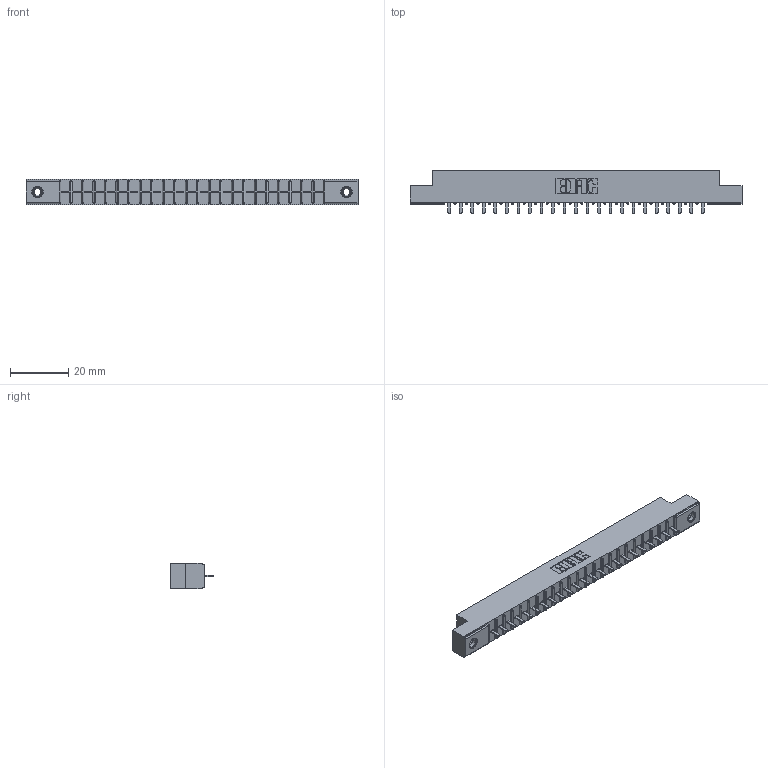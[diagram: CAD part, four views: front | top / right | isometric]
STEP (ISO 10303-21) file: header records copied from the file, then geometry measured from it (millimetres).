
FILE_DESCRIPTION (( 'STEP AP203' ), '1' );
FILE_NAME ('306-023-521-108.STEP', '2019-09-11T21:13:07', ( '' ), ( '' ), 'SwSTEP 2.0', 'SolidWorks 2016', '' );
FILE_SCHEMA (( 'CONFIG_CONTROL_DESIGN' ));
Length unit declared in the file: inch
Products named in the file (4): 345-250-001_345-250-003-102; 306-290-001_121; 306 Part_.156 Dia; 306-023-521-108
Assembly tree (26 placements, depth 2):
  306-023-521-108
    306 Part_.156 Dia
    306-290-001_121  x23
    345-250-001_345-250-003-102  x2
Bounding box: 114.15 x 14.88 x 8.71 mm (x, y, z)
Volume: 7771.1 mm3; surface area: 11395.4 mm2
Topology: 26 solids, 26 shells, 1786 faces, 4983 edges, 3190 vertices
Faces by surface type: plane 1181, cylinder 497, sphere 92, cone 12, torus 4
Entity records: 25051 total; most frequent: CARTESIAN_POINT 4183, ORIENTED_EDGE 4138, DIRECTION 4135, EDGE_CURVE 2069, LINE 1607, VECTOR 1607, VERTEX_POINT 1312, AXIS2_PLACEMENT_3D 1264
